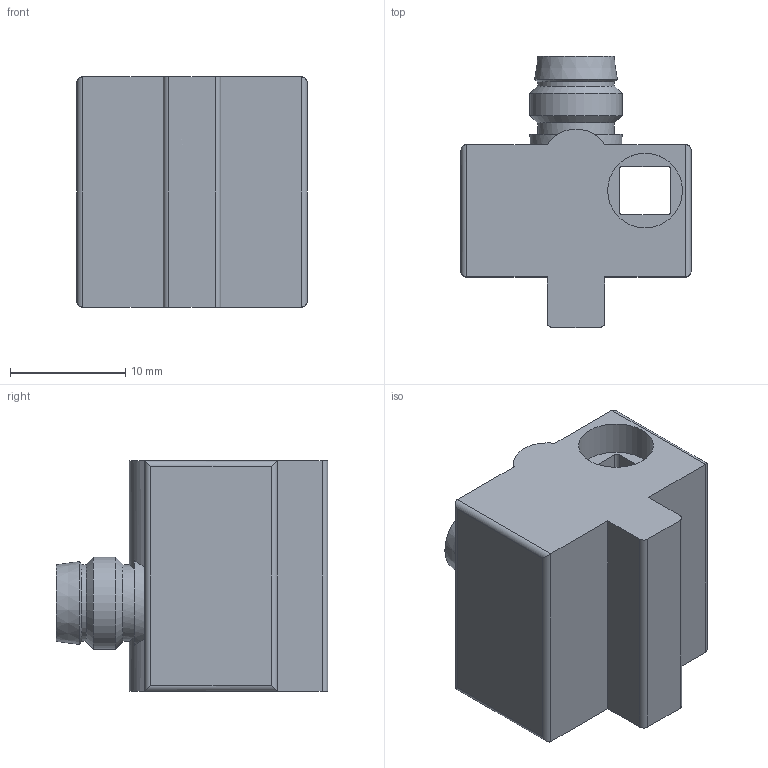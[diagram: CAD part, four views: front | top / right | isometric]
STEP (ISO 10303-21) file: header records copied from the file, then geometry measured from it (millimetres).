
FILE_DESCRIPTION(/* description */ ('STEP AP214'),/* implementation_level */ '2;1');
FILE_NAME(/* name */ '171166_SMTO-8E-NS-S-LED-24',/* time_stamp */ '2024-09-15T08:40:44+02:00',/* author */ ('License CC BY-ND 4.0'),/* organization */ ('CADENAS'),/* preprocessor_version */ 'ST-DEVELOPER v19.3',/* originating_system */ 'PARTsolutions',/* authorisation */ ' ');
FILE_SCHEMA (('AUTOMOTIVE_DESIGN {1 0 10303 214 3 1 1}'));
Length unit declared in the file: millimetre
Products named in the file (1): 171166 SMTO-8E-NS-S-LED-24
Bounding box: 20 x 23.6 x 20 mm (x, y, z)
Volume: 4806.6 mm3; surface area: 2539.6 mm2
Topology: 1 solids, 1 shells, 51 faces, 120 edges, 76 vertices
Faces by surface type: cylinder 24, plane 23, cone 4
Full cylindrical faces by diameter (mm): 5.6 x1, 6.5 x2, 6.647 x2, 8 x1
Entity records: 1444 total; most frequent: CARTESIAN_POINT 256, DIRECTION 250, ORIENTED_EDGE 218, EDGE_CURVE 109, AXIS2_PLACEMENT_3D 95, VERTEX_POINT 75, EDGE_LOOP 68, FACE_BOUND 68
